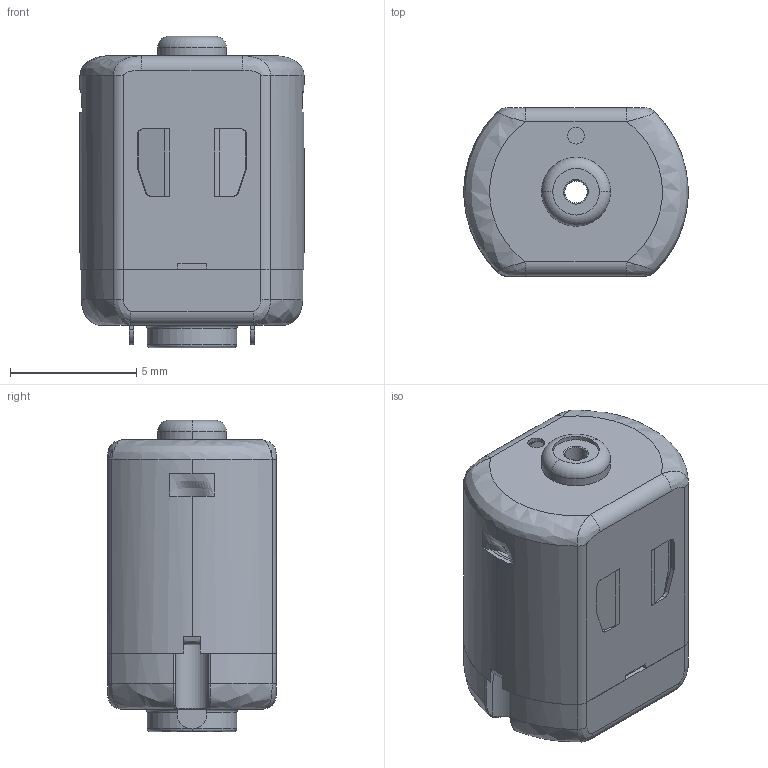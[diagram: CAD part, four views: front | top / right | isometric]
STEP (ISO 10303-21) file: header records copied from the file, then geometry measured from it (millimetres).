
FILE_DESCRIPTION (( 'STEP AP214' ), '1' );
FILE_NAME ('DC_Motor-Casing.STEP', '2024-01-17T00:48:48', ( '' ), ( '' ), 'SwSTEP 2.0', 'SolidWorks 2022', '' );
FILE_SCHEMA (( 'AUTOMOTIVE_DESIGN' ));
Length unit declared in the file: millimetre
Products named in the file (8): Part_1-Housing; Part_7-Brushing 2 Shaft Fixture; Part_4-Magnet; Part_5-Spacer; Part_6-Brushing 1; Part_3-End Cover; Part_2-Cover; DC_Motor-Casing
Assembly tree (9 placements, depth 2):
  DC_Motor-Casing
    Part_2-Cover
    Part_6-Brushing 1
    Part_3-End Cover  x2
    Part_1-Housing
    Part_4-Magnet  x2
    Part_5-Spacer
    Part_7-Brushing 2 Shaft Fixture
Bounding box: 8.9 x 6.67 x 12.35 mm (x, y, z)
Volume: 224.4 mm3; surface area: 1143.2 mm2
Topology: 9 solids, 9 shells, 547 faces, 1303 edges, 775 vertices
Faces by surface type: cylinder 196, plane 173, torus 100, bspline 60, cone 18
Entity records: 17879 total; most frequent: CARTESIAN_POINT 6547, DIRECTION 2375, ORIENTED_EDGE 2304, EDGE_CURVE 1152, AXIS2_PLACEMENT_3D 941, VERTEX_POINT 689, EDGE_LOOP 501, CIRCLE 499
